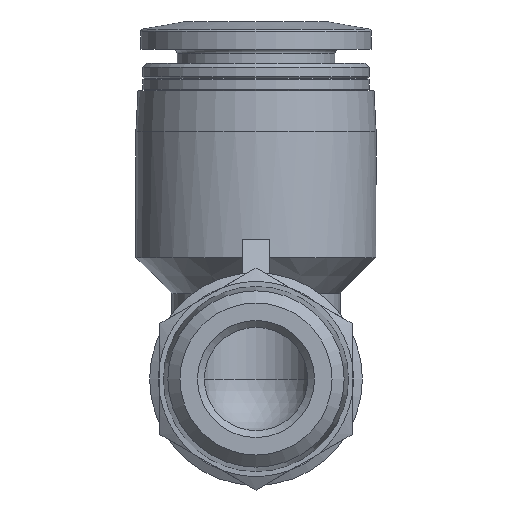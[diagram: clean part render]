
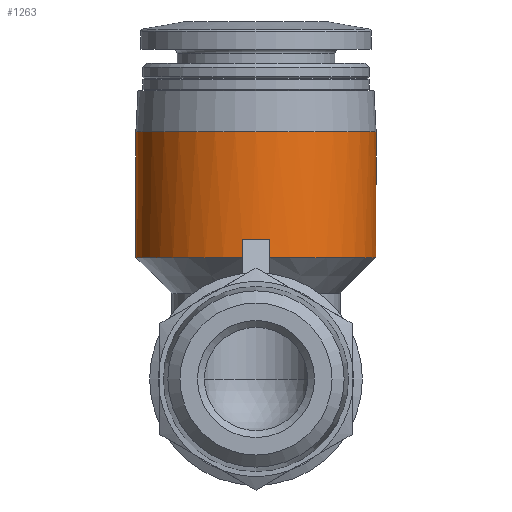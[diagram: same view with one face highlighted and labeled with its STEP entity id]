
A CAD part, front view. The second image highlights one B-rep face of the part: STEP entity #1263.
In plain terms, the highlighted cylindrical face has radius 8.75 mm (diameter 17.5 mm), a full revolution.
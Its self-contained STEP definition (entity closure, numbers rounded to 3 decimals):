
#98=LINE('',#1753,#127);
#99=LINE('',#1757,#128);
#127=VECTOR('',#1512,1000.);
#128=VECTOR('',#1515,1000.);
#157=ELLIPSE('',#1353,12.374,8.75);
#197=ORIENTED_EDGE('',*,*,#405,.F.);
#198=ORIENTED_EDGE('',*,*,#406,.F.);
#199=ORIENTED_EDGE('',*,*,#407,.F.);
#200=ORIENTED_EDGE('',*,*,#408,.T.);
#201=ORIENTED_EDGE('',*,*,#404,.T.);
#404=EDGE_CURVE('',#515,#515,#594,.T.);
#405=EDGE_CURVE('',#516,#517,#595,.T.);
#406=EDGE_CURVE('',#518,#516,#98,.T.);
#407=EDGE_CURVE('',#519,#518,#157,.T.);
#408=EDGE_CURVE('',#519,#517,#99,.T.);
#515=VERTEX_POINT('',#1748);
#516=VERTEX_POINT('',#1751);
#517=VERTEX_POINT('',#1752);
#518=VERTEX_POINT('',#1754);
#519=VERTEX_POINT('',#1756);
#594=CIRCLE('',#1350,8.75);
#595=CIRCLE('',#1352,8.75);
#657=EDGE_LOOP('',(#197,#198,#199,#200));
#658=EDGE_LOOP('',(#201));
#750=FACE_BOUND('',#657,.T.);
#751=FACE_BOUND('',#658,.T.);
#816=CYLINDRICAL_SURFACE('',#1351,8.75);
#1263=ADVANCED_FACE('',(#750,#751),#816,.T.);
#1350=AXIS2_PLACEMENT_3D('',#1747,#1506,#1507);
#1351=AXIS2_PLACEMENT_3D('',#1749,#1508,#1509);
#1352=AXIS2_PLACEMENT_3D('',#1750,#1510,#1511);
#1353=AXIS2_PLACEMENT_3D('',#1755,#1513,#1514);
#1506=DIRECTION('',(0.,0.,-1.));
#1507=DIRECTION('',(-1.,0.,0.));
#1508=DIRECTION('',(0.,0.,-1.));
#1509=DIRECTION('',(-1.,0.,0.));
#1510=DIRECTION('',(0.,0.,-1.));
#1511=DIRECTION('',(-1.,0.,0.));
#1512=DIRECTION('',(0.,0.,-1.));
#1513=DIRECTION('',(0.,0.707,-0.707));
#1514=DIRECTION('',(0.,-0.707,-0.707));
#1515=DIRECTION('',(0.,0.,-1.));
#1747=CARTESIAN_POINT('',(0.,37.,18.));
#1748=CARTESIAN_POINT('',(-8.75,37.,18.));
#1749=CARTESIAN_POINT('',(0.,37.,-6.125));
#1750=CARTESIAN_POINT('',(0.,37.,8.84));
#1751=CARTESIAN_POINT('',(-1.,28.307,8.84));
#1752=CARTESIAN_POINT('',(1.,28.307,8.84));
#1753=CARTESIAN_POINT('',(-1.,28.307,-6.125));
#1754=CARTESIAN_POINT('',(-1.,28.307,10.182));
#1755=CARTESIAN_POINT('',(0.,37.,18.875));
#1756=CARTESIAN_POINT('',(1.,28.307,10.182));
#1757=CARTESIAN_POINT('',(1.,28.307,-6.125));
